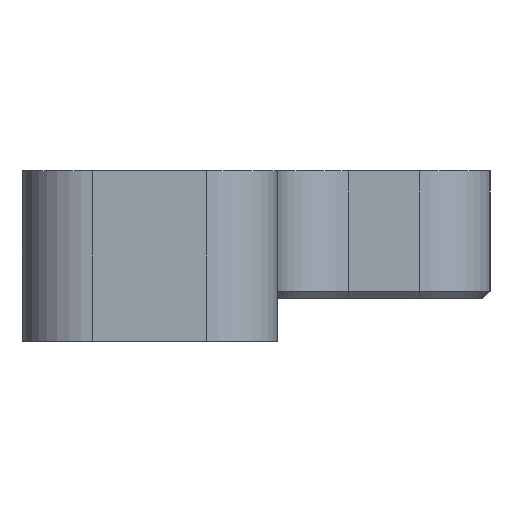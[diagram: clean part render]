
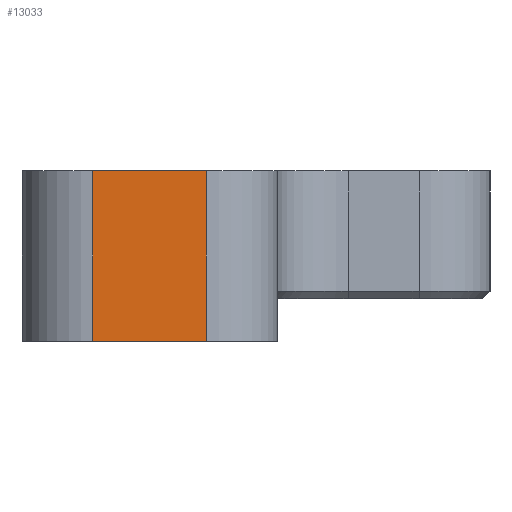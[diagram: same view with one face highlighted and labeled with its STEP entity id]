
A CAD part, left-side view. The second image highlights one B-rep face of the part: STEP entity #13033.
In plain terms, the highlighted planar face has unit normal (-1, 0, 0).
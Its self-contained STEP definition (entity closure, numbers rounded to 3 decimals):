
#1959=FACE_OUTER_BOUND('',#2718,.T.);
#2718=EDGE_LOOP('',(#11778,#11779,#11780,#11781));
#3711=LINE('',#24946,#4821);
#3804=LINE('',#25237,#4914);
#3805=LINE('',#25240,#4915);
#3806=LINE('',#25241,#4916);
#4821=VECTOR('',#15138,10.);
#4914=VECTOR('',#15439,7.1);
#4915=VECTOR('',#15442,8.);
#4916=VECTOR('',#15443,7.1);
#6138=VERTEX_POINT('',#24943);
#6139=VERTEX_POINT('',#24945);
#6233=VERTEX_POINT('',#25235);
#6234=VERTEX_POINT('',#25239);
#7954=EDGE_CURVE('',#6139,#6138,#3711,.T.);
#8100=EDGE_CURVE('',#6233,#6138,#3804,.T.);
#8101=EDGE_CURVE('',#6234,#6233,#3805,.T.);
#8102=EDGE_CURVE('',#6139,#6234,#3806,.T.);
#11778=ORIENTED_EDGE('',*,*,#7954,.T.);
#11779=ORIENTED_EDGE('',*,*,#8100,.F.);
#11780=ORIENTED_EDGE('',*,*,#8101,.F.);
#11781=ORIENTED_EDGE('',*,*,#8102,.F.);
#12359=PLANE('',#13524);
#13033=ADVANCED_FACE('',(#1959),#12359,.T.);
#13524=AXIS2_PLACEMENT_3D('',#25238,#15440,#15441);
#15138=DIRECTION('',(0.,1.,0.));
#15439=DIRECTION('',(0.,0.,1.));
#15440=DIRECTION('center_axis',(-1.,0.,0.));
#15441=DIRECTION('ref_axis',(0.,0.,1.));
#15442=DIRECTION('',(0.,1.,0.));
#15443=DIRECTION('',(0.,0.,-1.));
#24943=CARTESIAN_POINT('',(-165.95,95.639,16.5));
#24945=CARTESIAN_POINT('',(-165.95,87.639,16.5));
#24946=CARTESIAN_POINT('',(-165.95,101.139,16.5));
#25235=CARTESIAN_POINT('',(-165.95,95.639,4.5));
#25237=CARTESIAN_POINT('',(-165.95,95.639,4.5));
#25238=CARTESIAN_POINT('Origin',(-165.95,101.639,7.5));
#25239=CARTESIAN_POINT('',(-165.95,87.639,4.5));
#25240=CARTESIAN_POINT('',(-165.95,87.639,4.5));
#25241=CARTESIAN_POINT('',(-165.95,87.639,11.6));
